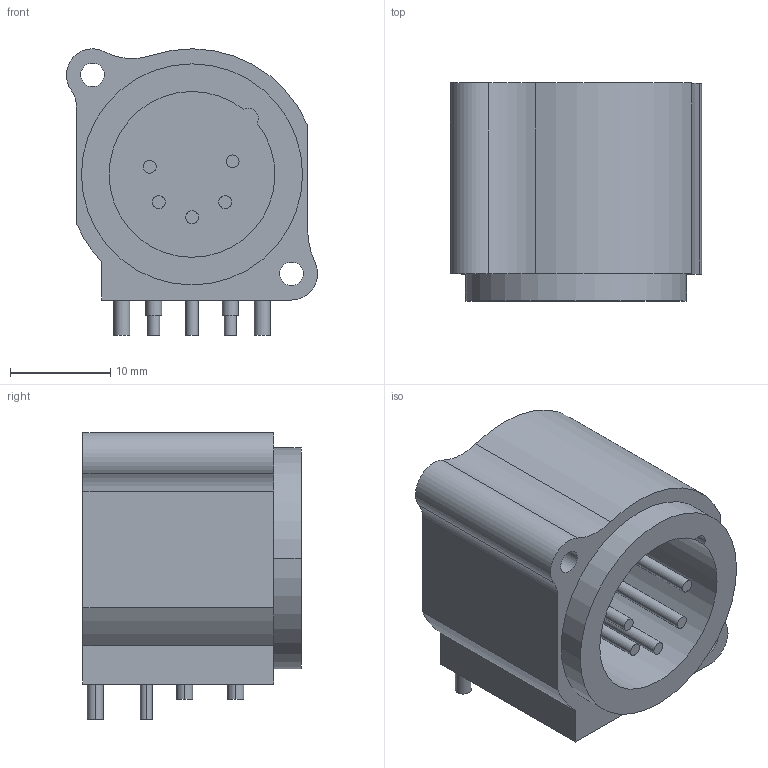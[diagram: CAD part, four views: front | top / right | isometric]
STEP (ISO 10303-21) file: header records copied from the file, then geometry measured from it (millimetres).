
FILE_DESCRIPTION(('FreeCAD Model'),'2;1');
FILE_NAME('D-NC5MBH.step', '2016-11-07T16:02:53',('Author'),(''), 'Open CASCADE STEP processor 6.8','FreeCAD','Unknown');
FILE_SCHEMA(('AUTOMOTIVE_DESIGN_CC2 { 1 2 10303 214 -1 1 5 4 }'));
Length unit declared in the file: millimetre
Products named in the file (2): ASSEMBLY; D-NC5MBH
Assembly tree (1 placements, depth 2):
  ASSEMBLY
    D-NC5MBH
Bounding box: 24.99 x 21.7 x 28.5 mm (x, y, z)
Volume: 8305.5 mm3; surface area: 4319.5 mm2
Topology: 1 solids, 1 shells, 62 faces, 135 edges, 90 vertices
Faces by surface type: cylinder 41, plane 21
Entity records: 7289 total; most frequent: CARTESIAN_POINT 4771, DIRECTION 405, ORIENTED_EDGE 270, PCURVE 270, DEFINITIONAL_REPRESENTATION 270, B_SPLINE_CURVE_WITH_KNOTS 164, AXIS2_PLACEMENT_3D 146, EDGE_CURVE 135
